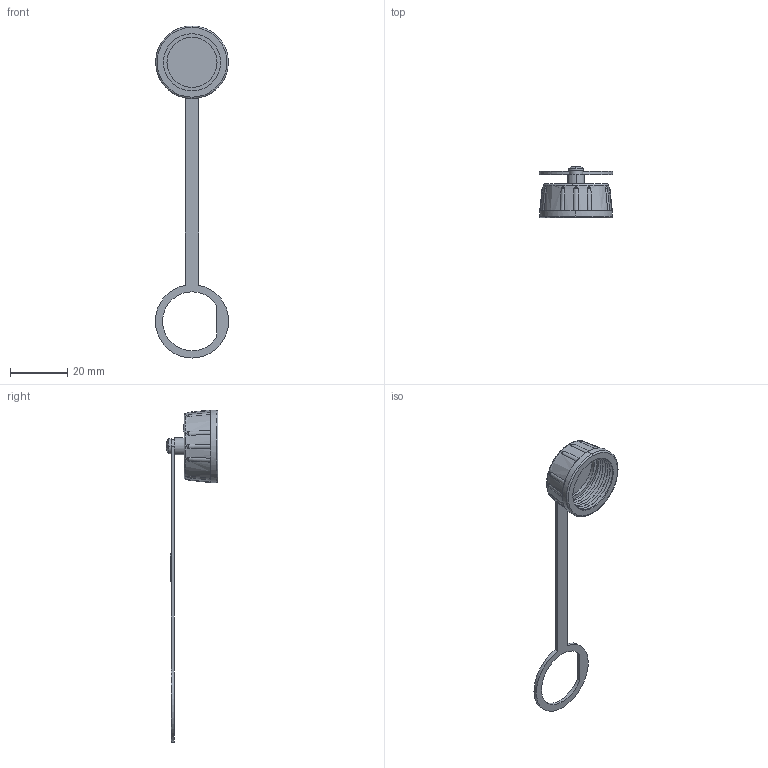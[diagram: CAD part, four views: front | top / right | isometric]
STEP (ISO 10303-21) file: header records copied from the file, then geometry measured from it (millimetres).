
FILE_DESCRIPTION (( 'STEP AP214' ), '1' );
FILE_NAME ('WPCVR-SHLD-USB.STEP', '2010-03-11T19:31:04', ( 'Windows XP Mode' ), ( '' ), 'SwSTEP 2.0', 'SolidWorks 2008', '' );
FILE_SCHEMA (( 'AUTOMOTIVE_DESIGN' ));
Length unit declared in the file: inch
Products named in the file (4): WPCVR-SHLD-USB-MA3; WPCVR-SHLD-USB-MA2; WPCVR-SHLD-USB-MA1; WPCVR-SHLD-USB
Assembly tree (3 placements, depth 2):
  WPCVR-SHLD-USB
    WPCVR-SHLD-USB-MA3
    WPCVR-SHLD-USB-MA1
    WPCVR-SHLD-USB-MA2
Bounding box: 25.68 x 18.09 x 116.14 mm (x, y, z)
Volume: 3190.4 mm3; surface area: 4631.8 mm2
Topology: 3 solids, 3 shells, 282 faces, 697 edges, 437 vertices
Faces by surface type: plane 100, cylinder 68, cone 56, bspline 40, sphere 14, torus 4
Entity records: 12279 total; most frequent: CARTESIAN_POINT 5376, ORIENTED_EDGE 1390, DIRECTION 1247, EDGE_CURVE 695, AXIS2_PLACEMENT_3D 462, VERTEX_POINT 437, VECTOR 323, LINE 323
